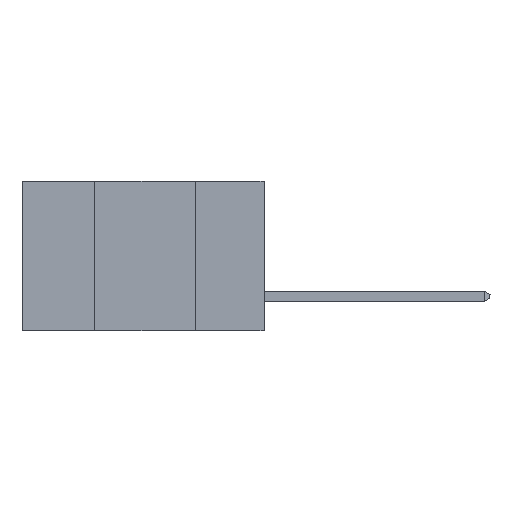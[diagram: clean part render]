
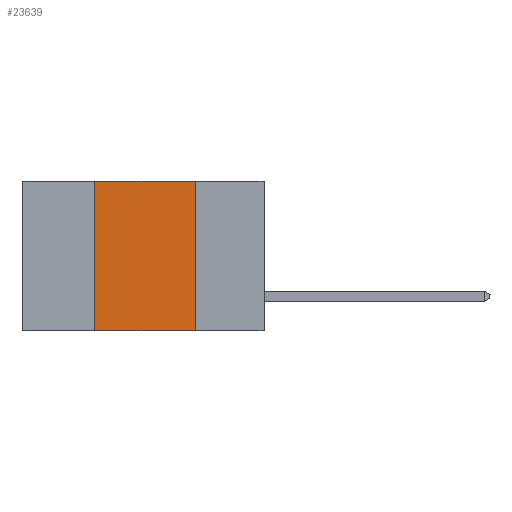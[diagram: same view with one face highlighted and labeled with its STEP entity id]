
A CAD part, left-side view. The second image highlights one B-rep face of the part: STEP entity #23639.
In plain terms, the highlighted planar face has unit normal (-1, 0, 0).
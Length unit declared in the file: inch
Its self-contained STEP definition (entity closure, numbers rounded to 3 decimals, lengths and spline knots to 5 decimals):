
#226 = VECTOR ( 'NONE', #7563, 39.37008 ) ;
#791 = EDGE_LOOP ( 'NONE', ( #22131, #14120, #8568, #5630 ) ) ;
#1298 = LINE ( 'NONE', #7986, #3859 ) ;
#3694 = LINE ( 'NONE', #19314, #19040 ) ;
#3716 = LINE ( 'NONE', #17851, #226 ) ;
#3859 = VECTOR ( 'NONE', #12350, 39.37008 ) ;
#4678 = AXIS2_PLACEMENT_3D ( 'NONE', #23384, #6939, #21265 ) ;
#4898 = EDGE_CURVE ( 'NONE', #25801, #6725, #8182, .T. ) ;
#4969 = EDGE_CURVE ( 'NONE', #21804, #25801, #3716, .T. ) ;
#5630 = ORIENTED_EDGE ( 'NONE', *, *, #22819, .T. ) ;
#6725 = VERTEX_POINT ( 'NONE', #23489 ) ;
#6939 = DIRECTION ( 'NONE',  ( 1., 0., 0. ) ) ;
#7563 = DIRECTION ( 'NONE',  ( 0., 0., 1. ) ) ;
#7986 = CARTESIAN_POINT ( 'NONE',  ( 0., 0.6, -0.37 ) ) ;
#8182 = LINE ( 'NONE', #9081, #23857 ) ;
#8568 = ORIENTED_EDGE ( 'NONE', *, *, #4969, .F. ) ;
#9081 = CARTESIAN_POINT ( 'NONE',  ( 0., 0.6, 0. ) ) ;
#9266 = VERTEX_POINT ( 'NONE', #21397 ) ;
#11310 = CARTESIAN_POINT ( 'NONE',  ( 0., 0.42, 0. ) ) ;
#12081 = FACE_OUTER_BOUND ( 'NONE', #791, .T. ) ;
#12350 = DIRECTION ( 'NONE',  ( 0., -1., 0. ) ) ;
#14120 = ORIENTED_EDGE ( 'NONE', *, *, #4898, .F. ) ;
#14961 = CARTESIAN_POINT ( 'NONE',  ( 0., 0.42, -0.37 ) ) ;
#15256 = PLANE ( 'NONE',  #4678 ) ;
#17168 = DIRECTION ( 'NONE',  ( 0., 0., -1. ) ) ;
#17385 = DIRECTION ( 'NONE',  ( 0., -1., 0. ) ) ;
#17851 = CARTESIAN_POINT ( 'NONE',  ( 0., 0.42, 0. ) ) ;
#19040 = VECTOR ( 'NONE', #17168, 39.37008 ) ;
#19314 = CARTESIAN_POINT ( 'NONE',  ( 0., 0.17, 0. ) ) ;
#19666 = EDGE_CURVE ( 'NONE', #6725, #9266, #3694, .T. ) ;
#21265 = DIRECTION ( 'NONE',  ( 0., 0., -1. ) ) ;
#21397 = CARTESIAN_POINT ( 'NONE',  ( 0., 0.17, -0.37 ) ) ;
#21804 = VERTEX_POINT ( 'NONE', #14961 ) ;
#22131 = ORIENTED_EDGE ( 'NONE', *, *, #19666, .F. ) ;
#22819 = EDGE_CURVE ( 'NONE', #21804, #9266, #1298, .T. ) ;
#23384 = CARTESIAN_POINT ( 'NONE',  ( 0., 0.6, 0. ) ) ;
#23489 = CARTESIAN_POINT ( 'NONE',  ( 0., 0.17, 0. ) ) ;
#23639 = ADVANCED_FACE ( 'NONE', ( #12081 ), #15256, .F. ) ;
#23857 = VECTOR ( 'NONE', #17385, 39.37008 ) ;
#25801 = VERTEX_POINT ( 'NONE', #11310 ) ;
